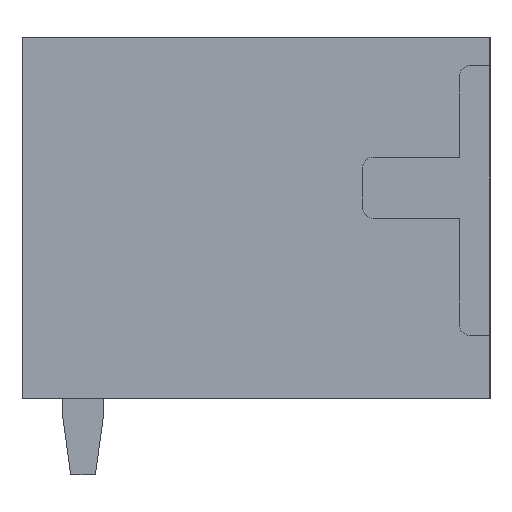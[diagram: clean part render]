
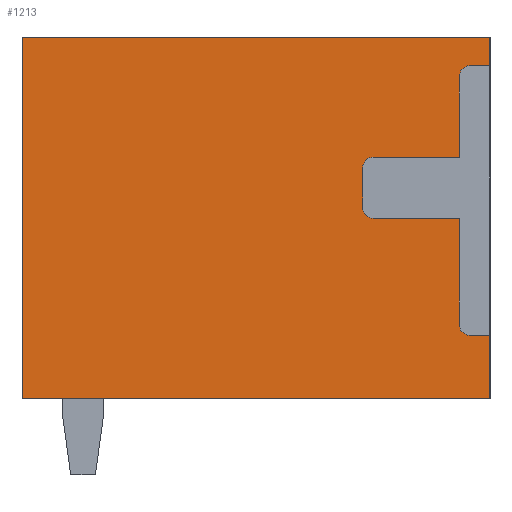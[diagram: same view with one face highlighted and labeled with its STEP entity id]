
A CAD part, left-side view. The second image highlights one B-rep face of the part: STEP entity #1213.
In plain terms, the highlighted planar face has unit normal (-1, 0, 0).
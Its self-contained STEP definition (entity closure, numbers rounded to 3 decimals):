
#1106=AXIS2_PLACEMENT_3D('Plane Axis2P3D',#1103,#1104,#1105) ;
#1129=AXIS2_PLACEMENT_3D('Circle Axis2P3D',#1127,#1128,$) ;
#1150=AXIS2_PLACEMENT_3D('Circle Axis2P3D',#1148,#1149,$) ;
#1164=AXIS2_PLACEMENT_3D('Circle Axis2P3D',#1162,#1163,$) ;
#1185=AXIS2_PLACEMENT_3D('Circle Axis2P3D',#1183,#1184,$) ;
#77=CARTESIAN_POINT('Vertex',(0.3,0.,8.6)) ;
#80=CARTESIAN_POINT('Line Origine',(0.3,0.,8.32)) ;
#84=CARTESIAN_POINT('Vertex',(0.3,0.,8.04)) ;
#105=CARTESIAN_POINT('Vertex',(0.3,0.,2.74)) ;
#108=CARTESIAN_POINT('Line Origine',(0.3,0.,2.12)) ;
#112=CARTESIAN_POINT('Vertex',(0.3,0.,1.5)) ;
#1087=CARTESIAN_POINT('Vertex',(0.3,9.2,8.6)) ;
#1090=CARTESIAN_POINT('Line Origine',(0.3,4.6,8.6)) ;
#1103=CARTESIAN_POINT('Axis2P3D Location',(0.3,0.,0.)) ;
#1108=CARTESIAN_POINT('Line Origine',(0.3,9.2,5.05)) ;
#1112=CARTESIAN_POINT('Vertex',(0.3,9.2,1.5)) ;
#1115=CARTESIAN_POINT('Line Origine',(0.3,4.6,1.5)) ;
#1120=CARTESIAN_POINT('Line Origine',(0.3,0.2,2.74)) ;
#1124=CARTESIAN_POINT('Vertex',(0.3,0.4,2.74)) ;
#1127=CARTESIAN_POINT('Axis2P3D Location',(0.3,0.4,2.94)) ;
#1131=CARTESIAN_POINT('Vertex',(0.3,0.6,2.94)) ;
#1134=CARTESIAN_POINT('Line Origine',(0.3,0.6,3.99)) ;
#1138=CARTESIAN_POINT('Vertex',(0.3,0.6,5.04)) ;
#1141=CARTESIAN_POINT('Line Origine',(0.3,1.45,5.04)) ;
#1145=CARTESIAN_POINT('Vertex',(0.3,2.3,5.04)) ;
#1148=CARTESIAN_POINT('Axis2P3D Location',(0.3,2.3,5.24)) ;
#1152=CARTESIAN_POINT('Vertex',(0.3,2.5,5.24)) ;
#1155=CARTESIAN_POINT('Line Origine',(0.3,2.5,5.64)) ;
#1159=CARTESIAN_POINT('Vertex',(0.3,2.5,6.04)) ;
#1162=CARTESIAN_POINT('Axis2P3D Location',(0.3,2.3,6.04)) ;
#1166=CARTESIAN_POINT('Vertex',(0.3,2.3,6.24)) ;
#1169=CARTESIAN_POINT('Line Origine',(0.3,1.45,6.24)) ;
#1173=CARTESIAN_POINT('Vertex',(0.3,0.6,6.24)) ;
#1176=CARTESIAN_POINT('Line Origine',(0.3,0.6,7.04)) ;
#1180=CARTESIAN_POINT('Vertex',(0.3,0.6,7.84)) ;
#1183=CARTESIAN_POINT('Axis2P3D Location',(0.3,0.4,7.84)) ;
#1187=CARTESIAN_POINT('Vertex',(0.3,0.4,8.04)) ;
#1190=CARTESIAN_POINT('Line Origine',(0.3,0.2,8.04)) ;
#81=DIRECTION('Vector Direction',(0.,0.,-1.)) ;
#109=DIRECTION('Vector Direction',(0.,0.,-1.)) ;
#1091=DIRECTION('Vector Direction',(0.,-1.,0.)) ;
#1104=DIRECTION('Axis2P3D Direction',(-1.,0.,0.)) ;
#1105=DIRECTION('Axis2P3D XDirection',(0.,-1.,0.)) ;
#1109=DIRECTION('Vector Direction',(0.,0.,1.)) ;
#1116=DIRECTION('Vector Direction',(0.,1.,0.)) ;
#1121=DIRECTION('Vector Direction',(0.,-1.,0.)) ;
#1128=DIRECTION('Axis2P3D Direction',(-1.,0.,0.)) ;
#1135=DIRECTION('Vector Direction',(0.,0.,-1.)) ;
#1142=DIRECTION('Vector Direction',(0.,-1.,0.)) ;
#1149=DIRECTION('Axis2P3D Direction',(-1.,0.,0.)) ;
#1156=DIRECTION('Vector Direction',(0.,0.,-1.)) ;
#1163=DIRECTION('Axis2P3D Direction',(-1.,0.,0.)) ;
#1170=DIRECTION('Vector Direction',(0.,1.,0.)) ;
#1177=DIRECTION('Vector Direction',(0.,0.,-1.)) ;
#1184=DIRECTION('Axis2P3D Direction',(-1.,0.,0.)) ;
#1191=DIRECTION('Vector Direction',(0.,1.,0.)) ;
#82=VECTOR('Line Direction',#81,1.) ;
#110=VECTOR('Line Direction',#109,1.) ;
#1092=VECTOR('Line Direction',#1091,1.) ;
#1110=VECTOR('Line Direction',#1109,1.) ;
#1117=VECTOR('Line Direction',#1116,1.) ;
#1122=VECTOR('Line Direction',#1121,1.) ;
#1136=VECTOR('Line Direction',#1135,1.) ;
#1143=VECTOR('Line Direction',#1142,1.) ;
#1157=VECTOR('Line Direction',#1156,1.) ;
#1171=VECTOR('Line Direction',#1170,1.) ;
#1178=VECTOR('Line Direction',#1177,1.) ;
#1192=VECTOR('Line Direction',#1191,1.) ;
#1196=ORIENTED_EDGE('',*,*,#86,.T.) ;
#1197=ORIENTED_EDGE('',*,*,#1094,.T.) ;
#1198=ORIENTED_EDGE('',*,*,#1114,.T.) ;
#1199=ORIENTED_EDGE('',*,*,#1119,.T.) ;
#1200=ORIENTED_EDGE('',*,*,#114,.T.) ;
#1201=ORIENTED_EDGE('',*,*,#1126,.T.) ;
#1202=ORIENTED_EDGE('',*,*,#1133,.T.) ;
#1203=ORIENTED_EDGE('',*,*,#1140,.T.) ;
#1204=ORIENTED_EDGE('',*,*,#1147,.T.) ;
#1205=ORIENTED_EDGE('',*,*,#1154,.T.) ;
#1206=ORIENTED_EDGE('',*,*,#1161,.T.) ;
#1207=ORIENTED_EDGE('',*,*,#1168,.T.) ;
#1208=ORIENTED_EDGE('',*,*,#1175,.T.) ;
#1209=ORIENTED_EDGE('',*,*,#1182,.T.) ;
#1210=ORIENTED_EDGE('',*,*,#1189,.T.) ;
#1211=ORIENTED_EDGE('',*,*,#1194,.T.) ;
#1213=ADVANCED_FACE('HOUSING',(#1212),#1107,.T.) ;
#1130=CIRCLE('generated circle',#1129,0.2) ;
#1151=CIRCLE('generated circle',#1150,0.2) ;
#1165=CIRCLE('generated circle',#1164,0.2) ;
#1186=CIRCLE('generated circle',#1185,0.2) ;
#86=EDGE_CURVE('',#85,#78,#83,.F.) ;
#114=EDGE_CURVE('',#113,#106,#111,.F.) ;
#1094=EDGE_CURVE('',#78,#1088,#1093,.F.) ;
#1114=EDGE_CURVE('',#1088,#1113,#1111,.F.) ;
#1119=EDGE_CURVE('',#1113,#113,#1118,.F.) ;
#1126=EDGE_CURVE('',#106,#1125,#1123,.F.) ;
#1133=EDGE_CURVE('',#1125,#1132,#1130,.F.) ;
#1140=EDGE_CURVE('',#1132,#1139,#1137,.F.) ;
#1147=EDGE_CURVE('',#1139,#1146,#1144,.F.) ;
#1154=EDGE_CURVE('',#1146,#1153,#1151,.F.) ;
#1161=EDGE_CURVE('',#1153,#1160,#1158,.F.) ;
#1168=EDGE_CURVE('',#1160,#1167,#1165,.F.) ;
#1175=EDGE_CURVE('',#1167,#1174,#1172,.F.) ;
#1182=EDGE_CURVE('',#1174,#1181,#1179,.F.) ;
#1189=EDGE_CURVE('',#1181,#1188,#1186,.F.) ;
#1194=EDGE_CURVE('',#1188,#85,#1193,.F.) ;
#1195=EDGE_LOOP('',(#1196,#1197,#1198,#1199,#1200,#1201,#1202,#1203,#1204,#1205,#1206,#1207,#1208,#1209,#1210,#1211)) ;
#1212=FACE_OUTER_BOUND('',#1195,.T.) ;
#83=LINE('Line',#80,#82) ;
#111=LINE('Line',#108,#110) ;
#1093=LINE('Line',#1090,#1092) ;
#1111=LINE('Line',#1108,#1110) ;
#1118=LINE('Line',#1115,#1117) ;
#1123=LINE('Line',#1120,#1122) ;
#1137=LINE('Line',#1134,#1136) ;
#1144=LINE('Line',#1141,#1143) ;
#1158=LINE('Line',#1155,#1157) ;
#1172=LINE('Line',#1169,#1171) ;
#1179=LINE('Line',#1176,#1178) ;
#1193=LINE('Line',#1190,#1192) ;
#1107=PLANE('',#1106) ;
#78=VERTEX_POINT('',#77) ;
#85=VERTEX_POINT('',#84) ;
#106=VERTEX_POINT('',#105) ;
#113=VERTEX_POINT('',#112) ;
#1088=VERTEX_POINT('',#1087) ;
#1113=VERTEX_POINT('',#1112) ;
#1125=VERTEX_POINT('',#1124) ;
#1132=VERTEX_POINT('',#1131) ;
#1139=VERTEX_POINT('',#1138) ;
#1146=VERTEX_POINT('',#1145) ;
#1153=VERTEX_POINT('',#1152) ;
#1160=VERTEX_POINT('',#1159) ;
#1167=VERTEX_POINT('',#1166) ;
#1174=VERTEX_POINT('',#1173) ;
#1181=VERTEX_POINT('',#1180) ;
#1188=VERTEX_POINT('',#1187) ;
